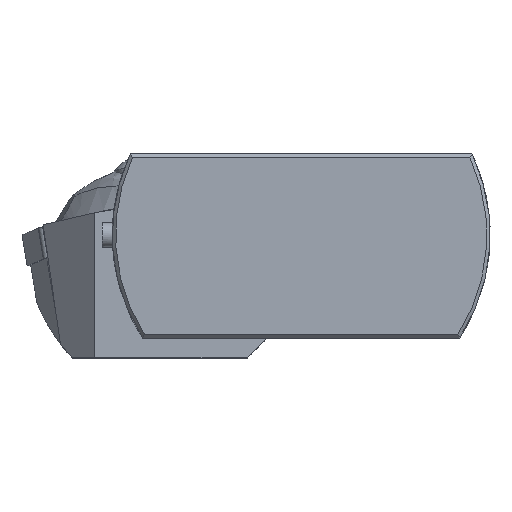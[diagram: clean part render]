
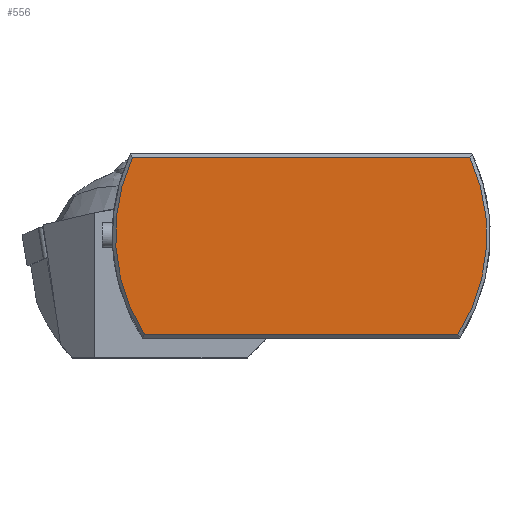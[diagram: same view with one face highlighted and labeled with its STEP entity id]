
A CAD part, top view. The second image highlights one B-rep face of the part: STEP entity #556.
In plain terms, the highlighted planar face has unit normal (0, 0, 1).
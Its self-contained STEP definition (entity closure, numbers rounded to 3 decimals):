
#143=LINE('',#2424,#249);
#145=LINE('',#2433,#251);
#249=VECTOR('',#1927,1.);
#251=VECTOR('',#1931,1.);
#398=PLANE('',#1876);
#472=FACE_OUTER_BOUND('',#752,.T.);
#556=ADVANCED_FACE('',(#472),#398,.T.);
#752=EDGE_LOOP('',(#1175,#1176,#1177,#1178));
#1175=ORIENTED_EDGE('',*,*,#1389,.F.);
#1176=ORIENTED_EDGE('',*,*,#1392,.T.);
#1177=ORIENTED_EDGE('',*,*,#1398,.F.);
#1178=ORIENTED_EDGE('',*,*,#1395,.F.);
#1234=VERTEX_POINT('',#2414);
#1235=VERTEX_POINT('',#2416);
#1237=VERTEX_POINT('',#2425);
#1239=VERTEX_POINT('',#2434);
#1389=EDGE_CURVE('',#1234,#1235,#1619,.T.);
#1392=EDGE_CURVE('',#1234,#1237,#143,.T.);
#1395=EDGE_CURVE('',#1235,#1239,#145,.T.);
#1398=EDGE_CURVE('',#1239,#1237,#1621,.T.);
#1619=CIRCLE('',#1750,37.825);
#1621=CIRCLE('',#1755,37.825);
#1750=AXIS2_PLACEMENT_3D('',#2415,#1921,#1922);
#1755=AXIS2_PLACEMENT_3D('',#2442,#1935,#1936);
#1876=AXIS2_PLACEMENT_3D('',#3281,#2263,#2264);
#1921=DIRECTION('',(0.,0.,-1.));
#1922=DIRECTION('',(1.,0.,0.));
#1927=DIRECTION('',(-1.,0.,0.));
#1931=DIRECTION('',(-1.,0.,0.));
#1935=DIRECTION('',(0.,0.,-1.));
#1936=DIRECTION('',(1.,0.,0.));
#2263=DIRECTION('',(0.,0.,1.));
#2264=DIRECTION('',(1.,0.,0.));
#2414=CARTESIAN_POINT('',(34.355,15.825,0.));
#2415=CARTESIAN_POINT('',(0.,0.,0.));
#2416=CARTESIAN_POINT('',(31.9,-20.325,0.));
#2424=CARTESIAN_POINT('',(6.608,15.825,0.));
#2425=CARTESIAN_POINT('',(-34.355,15.825,0.));
#2433=CARTESIAN_POINT('',(6.608,-20.325,0.));
#2434=CARTESIAN_POINT('',(-31.9,-20.325,0.));
#2442=CARTESIAN_POINT('',(0.,0.,0.));
#3281=CARTESIAN_POINT('',(0.,0.,0.));
